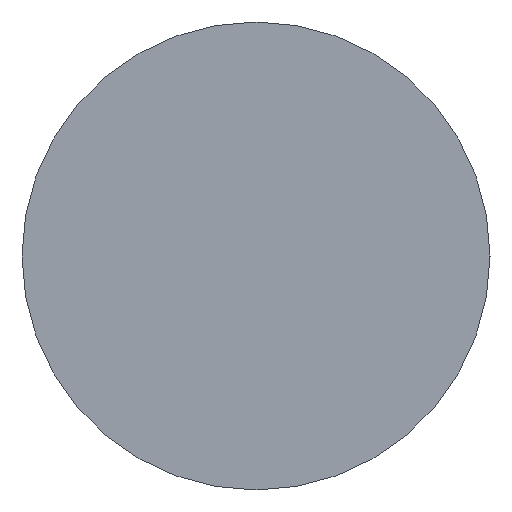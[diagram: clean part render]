
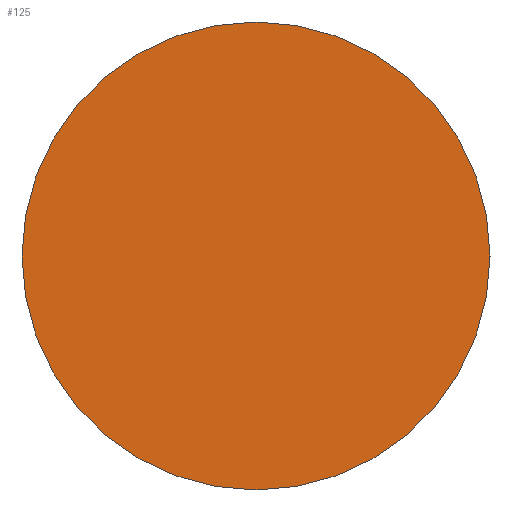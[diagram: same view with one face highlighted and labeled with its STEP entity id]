
A CAD part, left-side view. The second image highlights one B-rep face of the part: STEP entity #125.
In plain terms, the highlighted planar face has unit normal (-1, 0, 0).
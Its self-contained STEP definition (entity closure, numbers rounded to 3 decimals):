
#6 = CARTESIAN_POINT ( 'NONE',  ( 418.01, -21.677, 3.15 ) ) ;
#10 = CARTESIAN_POINT ( 'NONE',  ( 418.01, -21.677, -3.15 ) ) ;
#15 = AXIS2_PLACEMENT_3D ( 'NONE', #26, #31, #116 ) ;
#18 = CIRCLE ( 'NONE', #146, 3.15 ) ;
#26 = CARTESIAN_POINT ( 'NONE',  ( 418.01, -21.677, 0. ) ) ;
#28 = EDGE_CURVE ( 'NONE', #94, #36, #139, .T. ) ;
#31 = DIRECTION ( 'NONE',  ( 1., 0., 0. ) ) ;
#36 = VERTEX_POINT ( 'NONE', #6 ) ;
#38 = CARTESIAN_POINT ( 'NONE',  ( 418.01, -21.677, 0. ) ) ;
#49 = EDGE_CURVE ( 'NONE', #36, #94, #18, .T. ) ;
#57 = FACE_OUTER_BOUND ( 'NONE', #179, .T. ) ;
#68 = DIRECTION ( 'NONE',  ( -1., 0., 0. ) ) ;
#84 = DIRECTION ( 'NONE',  ( -1., 0., 0. ) ) ;
#85 = DIRECTION ( 'NONE',  ( 0., 0., 1. ) ) ;
#90 = ORIENTED_EDGE ( 'NONE', *, *, #28, .T. ) ;
#94 = VERTEX_POINT ( 'NONE', #10 ) ;
#116 = DIRECTION ( 'NONE',  ( 0., 0., -1. ) ) ;
#119 = AXIS2_PLACEMENT_3D ( 'NONE', #151, #84, #85 ) ;
#120 = ORIENTED_EDGE ( 'NONE', *, *, #49, .T. ) ;
#125 = ADVANCED_FACE ( 'NONE', ( #57 ), #156, .F. ) ;
#139 = CIRCLE ( 'NONE', #119, 3.15 ) ;
#146 = AXIS2_PLACEMENT_3D ( 'NONE', #38, #68, #175 ) ;
#151 = CARTESIAN_POINT ( 'NONE',  ( 418.01, -21.677, 0. ) ) ;
#156 = PLANE ( 'NONE',  #15 ) ;
#175 = DIRECTION ( 'NONE',  ( 0., 0., 1. ) ) ;
#179 = EDGE_LOOP ( 'NONE', ( #120, #90 ) ) ;
